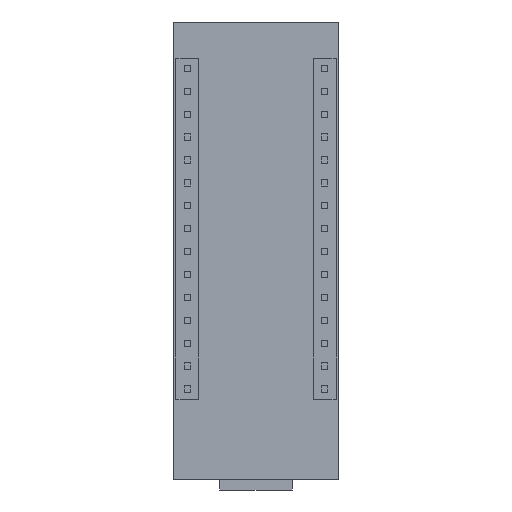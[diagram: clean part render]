
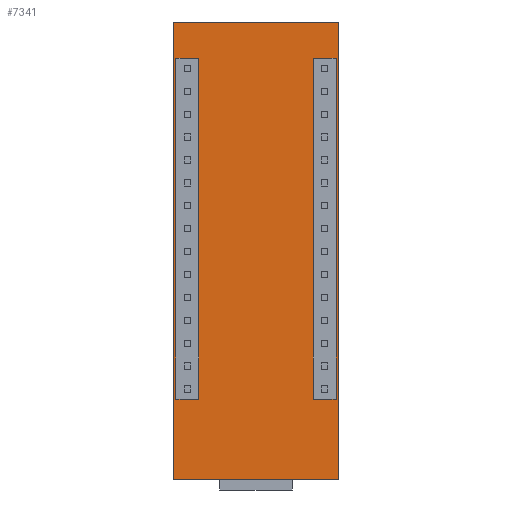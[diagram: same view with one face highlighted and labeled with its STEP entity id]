
A CAD part, front view. The second image highlights one B-rep face of the part: STEP entity #7341.
In plain terms, the highlighted planar face has unit normal (0, -1, 0).
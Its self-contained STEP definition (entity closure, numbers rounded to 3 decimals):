
#56 = ORIENTED_EDGE ( 'NONE', *, *, #8444, .F. ) ;
#68 = CARTESIAN_POINT ( 'NONE',  ( -9.2, 0., -25.35 ) ) ;
#82 = CARTESIAN_POINT ( 'NONE',  ( 6.35, 0., -16.47 ) ) ;
#90 = EDGE_CURVE ( 'NONE', #6946, #6972, #3348, .T. ) ;
#109 = FACE_OUTER_BOUND ( 'NONE', #6077, .T. ) ;
#374 = ORIENTED_EDGE ( 'NONE', *, *, #1139, .T. ) ;
#413 = LINE ( 'NONE', #7789, #3892 ) ;
#495 = LINE ( 'NONE', #4156, #2736 ) ;
#614 = VERTEX_POINT ( 'NONE', #1640 ) ;
#662 = VECTOR ( 'NONE', #7608, 1000. ) ;
#793 = FACE_BOUND ( 'NONE', #3992, .T. ) ;
#882 = PLANE ( 'NONE',  #1501 ) ;
#968 = VERTEX_POINT ( 'NONE', #7065 ) ;
#1139 = EDGE_CURVE ( 'NONE', #3073, #8811, #6432, .T. ) ;
#1501 = AXIS2_PLACEMENT_3D ( 'NONE', #8359, #9178, #2557 ) ;
#1514 = LINE ( 'NONE', #68, #5984 ) ;
#1577 = DIRECTION ( 'NONE',  ( 0., 0., 1. ) ) ;
#1640 = CARTESIAN_POINT ( 'NONE',  ( -6.35, 0., -16.47 ) ) ;
#1772 = CARTESIAN_POINT ( 'NONE',  ( 8.89, 0., -16.47 ) ) ;
#1863 = ORIENTED_EDGE ( 'NONE', *, *, #90, .F. ) ;
#1944 = DIRECTION ( 'NONE',  ( -1., 0., 0. ) ) ;
#2028 = CARTESIAN_POINT ( 'NONE',  ( -8.89, 0., -16.47 ) ) ;
#2050 = DIRECTION ( 'NONE',  ( 0., 0., -1. ) ) ;
#2140 = VECTOR ( 'NONE', #2265, 1000. ) ;
#2142 = EDGE_LOOP ( 'NONE', ( #5152, #9054, #2391, #3174 ) ) ;
#2159 = EDGE_CURVE ( 'NONE', #2487, #5814, #6834, .T. ) ;
#2265 = DIRECTION ( 'NONE',  ( 1., 0., 0. ) ) ;
#2310 = VECTOR ( 'NONE', #3671, 1000. ) ;
#2325 = DIRECTION ( 'NONE',  ( -1., 0., 0. ) ) ;
#2377 = CARTESIAN_POINT ( 'NONE',  ( -9.2, 0., 25.35 ) ) ;
#2386 = LINE ( 'NONE', #82, #2728 ) ;
#2391 = ORIENTED_EDGE ( 'NONE', *, *, #5510, .T. ) ;
#2480 = EDGE_CURVE ( 'NONE', #614, #3073, #4840, .T. ) ;
#2487 = VERTEX_POINT ( 'NONE', #4115 ) ;
#2509 = ORIENTED_EDGE ( 'NONE', *, *, #2480, .T. ) ;
#2557 = DIRECTION ( 'NONE',  ( 0., 0., 1. ) ) ;
#2570 = CARTESIAN_POINT ( 'NONE',  ( -9.2, 0., -25.35 ) ) ;
#2720 = VECTOR ( 'NONE', #5369, 1000. ) ;
#2728 = VECTOR ( 'NONE', #1577, 1000. ) ;
#2736 = VECTOR ( 'NONE', #7092, 1000. ) ;
#2818 = LINE ( 'NONE', #3640, #4299 ) ;
#2834 = VECTOR ( 'NONE', #5514, 1000. ) ;
#3003 = LINE ( 'NONE', #8885, #2140 ) ;
#3073 = VERTEX_POINT ( 'NONE', #2028 ) ;
#3109 = LINE ( 'NONE', #3885, #2720 ) ;
#3174 = ORIENTED_EDGE ( 'NONE', *, *, #8787, .T. ) ;
#3208 = CARTESIAN_POINT ( 'NONE',  ( 9.2, 0., -25.35 ) ) ;
#3348 = LINE ( 'NONE', #2570, #2834 ) ;
#3382 = CARTESIAN_POINT ( 'NONE',  ( -6.35, 0., 21.33 ) ) ;
#3394 = EDGE_CURVE ( 'NONE', #968, #2487, #413, .T. ) ;
#3640 = CARTESIAN_POINT ( 'NONE',  ( -6.35, 0., -16.47 ) ) ;
#3671 = DIRECTION ( 'NONE',  ( 1., 0., 0. ) ) ;
#3717 = CARTESIAN_POINT ( 'NONE',  ( -8.89, 0., 21.33 ) ) ;
#3885 = CARTESIAN_POINT ( 'NONE',  ( -9.2, 0., 25.35 ) ) ;
#3887 = ORIENTED_EDGE ( 'NONE', *, *, #8277, .T. ) ;
#3892 = VECTOR ( 'NONE', #5375, 1000. ) ;
#3992 = EDGE_LOOP ( 'NONE', ( #2509, #374, #4878, #3887 ) ) ;
#4115 = CARTESIAN_POINT ( 'NONE',  ( 8.89, 0., -16.47 ) ) ;
#4156 = CARTESIAN_POINT ( 'NONE',  ( 9.2, 0., -25.35 ) ) ;
#4270 = CARTESIAN_POINT ( 'NONE',  ( -8.89, 0., -16.47 ) ) ;
#4299 = VECTOR ( 'NONE', #2050, 1000. ) ;
#4302 = LINE ( 'NONE', #3717, #2310 ) ;
#4516 = CARTESIAN_POINT ( 'NONE',  ( 6.35, 0., 21.33 ) ) ;
#4655 = CARTESIAN_POINT ( 'NONE',  ( -9.2, 0., -25.35 ) ) ;
#4840 = LINE ( 'NONE', #9091, #8047 ) ;
#4878 = ORIENTED_EDGE ( 'NONE', *, *, #5000, .T. ) ;
#5000 = EDGE_CURVE ( 'NONE', #8811, #5981, #4302, .T. ) ;
#5008 = CARTESIAN_POINT ( 'NONE',  ( 9.2, 0., 25.35 ) ) ;
#5152 = ORIENTED_EDGE ( 'NONE', *, *, #3394, .T. ) ;
#5369 = DIRECTION ( 'NONE',  ( 1., 0., 0. ) ) ;
#5375 = DIRECTION ( 'NONE',  ( 0., 0., -1. ) ) ;
#5470 = VERTEX_POINT ( 'NONE', #5008 ) ;
#5510 = EDGE_CURVE ( 'NONE', #5814, #8104, #2386, .T. ) ;
#5514 = DIRECTION ( 'NONE',  ( 0., 0., 1. ) ) ;
#5567 = ORIENTED_EDGE ( 'NONE', *, *, #6059, .F. ) ;
#5814 = VERTEX_POINT ( 'NONE', #7943 ) ;
#5981 = VERTEX_POINT ( 'NONE', #3382 ) ;
#5984 = VECTOR ( 'NONE', #2325, 1000. ) ;
#6059 = EDGE_CURVE ( 'NONE', #5470, #6629, #495, .T. ) ;
#6077 = EDGE_LOOP ( 'NONE', ( #1863, #56, #5567, #7728 ) ) ;
#6432 = LINE ( 'NONE', #4270, #8033 ) ;
#6629 = VERTEX_POINT ( 'NONE', #3208 ) ;
#6707 = FACE_BOUND ( 'NONE', #2142, .T. ) ;
#6834 = LINE ( 'NONE', #1772, #662 ) ;
#6946 = VERTEX_POINT ( 'NONE', #4655 ) ;
#6966 = EDGE_CURVE ( 'NONE', #6972, #5470, #3109, .T. ) ;
#6972 = VERTEX_POINT ( 'NONE', #2377 ) ;
#7065 = CARTESIAN_POINT ( 'NONE',  ( 8.89, 0., 21.33 ) ) ;
#7092 = DIRECTION ( 'NONE',  ( 0., 0., -1. ) ) ;
#7208 = DIRECTION ( 'NONE',  ( 0., 0., 1. ) ) ;
#7337 = CARTESIAN_POINT ( 'NONE',  ( -8.89, 0., 21.33 ) ) ;
#7341 = ADVANCED_FACE ( 'NONE', ( #6707, #793, #109 ), #882, .F. ) ;
#7608 = DIRECTION ( 'NONE',  ( -1., 0., 0. ) ) ;
#7728 = ORIENTED_EDGE ( 'NONE', *, *, #6966, .F. ) ;
#7789 = CARTESIAN_POINT ( 'NONE',  ( 8.89, 0., -16.47 ) ) ;
#7943 = CARTESIAN_POINT ( 'NONE',  ( 6.35, 0., -16.47 ) ) ;
#8033 = VECTOR ( 'NONE', #7208, 1000. ) ;
#8047 = VECTOR ( 'NONE', #1944, 1000. ) ;
#8104 = VERTEX_POINT ( 'NONE', #4516 ) ;
#8277 = EDGE_CURVE ( 'NONE', #5981, #614, #2818, .T. ) ;
#8359 = CARTESIAN_POINT ( 'NONE',  ( 0., 0., 0. ) ) ;
#8444 = EDGE_CURVE ( 'NONE', #6629, #6946, #1514, .T. ) ;
#8787 = EDGE_CURVE ( 'NONE', #8104, #968, #3003, .T. ) ;
#8811 = VERTEX_POINT ( 'NONE', #7337 ) ;
#8885 = CARTESIAN_POINT ( 'NONE',  ( 8.89, 0., 21.33 ) ) ;
#9054 = ORIENTED_EDGE ( 'NONE', *, *, #2159, .T. ) ;
#9091 = CARTESIAN_POINT ( 'NONE',  ( -8.89, 0., -16.47 ) ) ;
#9178 = DIRECTION ( 'NONE',  ( 0., 1., 0. ) ) ;
